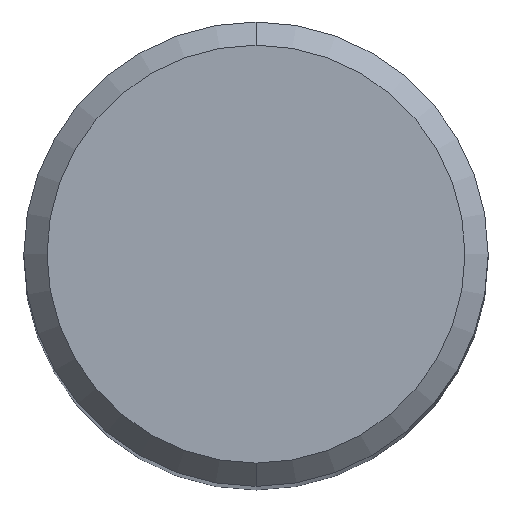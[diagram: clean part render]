
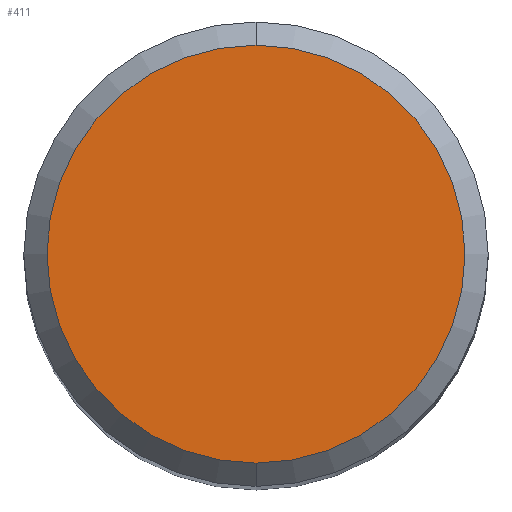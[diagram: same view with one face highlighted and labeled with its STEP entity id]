
A CAD part, top view. The second image highlights one B-rep face of the part: STEP entity #411.
In plain terms, the highlighted planar face has unit normal (0, 0, 1).
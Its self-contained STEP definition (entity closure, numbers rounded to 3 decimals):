
#185=VERTEX_POINT('',#493);
#225=EDGE_CURVE('',#319,#185,#534,.T.);
#319=VERTEX_POINT('',#642);
#375=EDGE_CURVE('',#185,#319,#701,.T.);
#411=ADVANCED_FACE('',(#739),#740,.T.);
#493=CARTESIAN_POINT('',(0.,-3.6,0.0));
#534=CIRCLE('',#901,3.6);
#642=CARTESIAN_POINT('',(0.0,3.6,0.0));
#701=CIRCLE('',#1257,3.6);
#739=FACE_OUTER_BOUND('',#1311,.T.);
#740=PLANE('',#1312);
#901=AXIS2_PLACEMENT_3D('',#1496,#1497,#1498);
#1257=AXIS2_PLACEMENT_3D('',#1694,#1695,#1696);
#1311=EDGE_LOOP('',(#1732,#1733));
#1312=AXIS2_PLACEMENT_3D('',#1734,#1735,#1736);
#1496=CARTESIAN_POINT('',(0.0,0.0,0.0));
#1497=DIRECTION('',(0.0,0.0,-1.0));
#1498=DIRECTION('',(0.0,1.0,0.0));
#1694=CARTESIAN_POINT('',(0.0,0.0,0.0));
#1695=DIRECTION('',(0.0,0.0,-1.0));
#1696=DIRECTION('',(0.0,1.0,0.0));
#1732=ORIENTED_EDGE('',*,*,#225,.F.);
#1733=ORIENTED_EDGE('',*,*,#375,.F.);
#1734=CARTESIAN_POINT('',(0.0,1.8,0.0));
#1735=DIRECTION('',(-0.0,0.0,1.0));
#1736=DIRECTION('',(0.0,-1.0,0.0));
